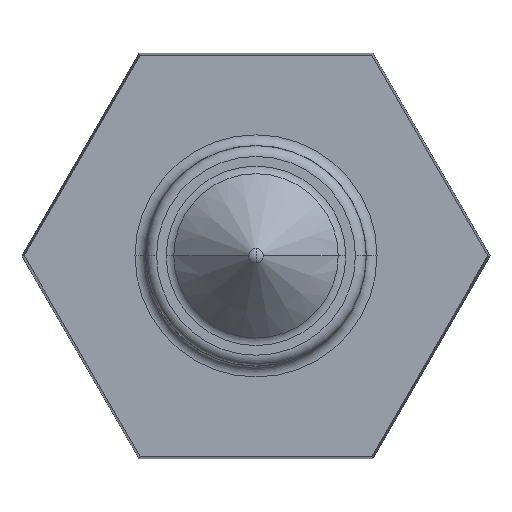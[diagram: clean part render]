
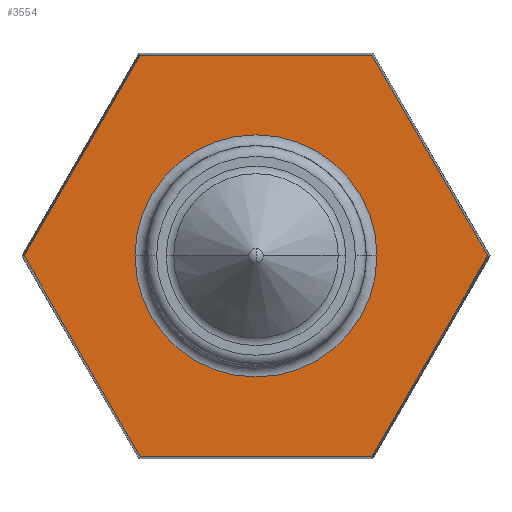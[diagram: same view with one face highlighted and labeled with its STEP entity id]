
A CAD part, top view. The second image highlights one B-rep face of the part: STEP entity #3554.
In plain terms, the highlighted planar face has unit normal (0, 0, 1).
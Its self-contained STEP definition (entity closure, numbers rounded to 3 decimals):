
#62 = EDGE_CURVE ( 'NONE', #3829, #738, #97, .T. ) ;
#97 = LINE ( 'NONE', #2516, #702 ) ;
#201 = LINE ( 'NONE', #3867, #2049 ) ;
#237 = VERTEX_POINT ( 'NONE', #322 ) ;
#245 = VECTOR ( 'NONE', #2675, 1000. ) ;
#279 = AXIS2_PLACEMENT_3D ( 'NONE', #2626, #1776, #2058 ) ;
#322 = CARTESIAN_POINT ( 'NONE',  ( 5.674, 0., 0. ) ) ;
#340 = FACE_BOUND ( 'NONE', #444, .T. ) ;
#411 = LINE ( 'NONE', #2022, #245 ) ;
#444 = EDGE_LOOP ( 'NONE', ( #2559, #673 ) ) ;
#479 = DIRECTION ( 'NONE',  ( -0.5, 0.866, 0. ) ) ;
#525 = VERTEX_POINT ( 'NONE', #1959 ) ;
#546 = CARTESIAN_POINT ( 'NONE',  ( 0., 0., 0. ) ) ;
#617 = EDGE_CURVE ( 'NONE', #4239, #525, #629, .T. ) ;
#629 = LINE ( 'NONE', #3363, #2767 ) ;
#673 = ORIENTED_EDGE ( 'NONE', *, *, #2753, .T. ) ;
#702 = VECTOR ( 'NONE', #883, 1000. ) ;
#738 = VERTEX_POINT ( 'NONE', #3511 ) ;
#883 = DIRECTION ( 'NONE',  ( 1., 0., 0. ) ) ;
#1009 = VERTEX_POINT ( 'NONE', #4012 ) ;
#1116 = DIRECTION ( 'NONE',  ( 0.5, 0.866, 0. ) ) ;
#1263 = LINE ( 'NONE', #4297, #2924 ) ;
#1286 = CIRCLE ( 'NONE', #4369, 5.674 ) ;
#1344 = EDGE_CURVE ( 'NONE', #1009, #3829, #1263, .T. ) ;
#1393 = VECTOR ( 'NONE', #1116, 1000. ) ;
#1427 = ORIENTED_EDGE ( 'NONE', *, *, #2421, .T. ) ;
#1497 = ORIENTED_EDGE ( 'NONE', *, *, #617, .T. ) ;
#1534 = PLANE ( 'NONE',  #2084 ) ;
#1776 = DIRECTION ( 'NONE',  ( 0., 0., -1. ) ) ;
#1959 = CARTESIAN_POINT ( 'NONE',  ( 5.43, 9.406, 0. ) ) ;
#2002 = VERTEX_POINT ( 'NONE', #2808 ) ;
#2022 = CARTESIAN_POINT ( 'NONE',  ( 5.485, 9.406, 0. ) ) ;
#2036 = DIRECTION ( 'NONE',  ( -1., 0., 0. ) ) ;
#2049 = VECTOR ( 'NONE', #2118, 1000. ) ;
#2058 = DIRECTION ( 'NONE',  ( -1., 0., 0. ) ) ;
#2084 = AXIS2_PLACEMENT_3D ( 'NONE', #3653, #4212, #2036 ) ;
#2118 = DIRECTION ( 'NONE',  ( -0.5, -0.866, 0. ) ) ;
#2141 = ORIENTED_EDGE ( 'NONE', *, *, #3868, .T. ) ;
#2257 = LINE ( 'NONE', #3114, #1393 ) ;
#2421 = EDGE_CURVE ( 'NONE', #525, #3335, #411, .T. ) ;
#2516 = CARTESIAN_POINT ( 'NONE',  ( -5.485, -9.406, 0. ) ) ;
#2559 = ORIENTED_EDGE ( 'NONE', *, *, #3123, .T. ) ;
#2626 = CARTESIAN_POINT ( 'NONE',  ( 0., 0., 0. ) ) ;
#2675 = DIRECTION ( 'NONE',  ( -1., 0., 0. ) ) ;
#2753 = EDGE_CURVE ( 'NONE', #237, #2002, #3730, .T. ) ;
#2767 = VECTOR ( 'NONE', #479, 1000. ) ;
#2808 = CARTESIAN_POINT ( 'NONE',  ( -5.674, 0., 0. ) ) ;
#2924 = VECTOR ( 'NONE', #3317, 1000. ) ;
#2992 = ORIENTED_EDGE ( 'NONE', *, *, #1344, .T. ) ;
#3025 = DIRECTION ( 'NONE',  ( -1., 0., 0. ) ) ;
#3114 = CARTESIAN_POINT ( 'NONE',  ( 5.403, -9.453, 0. ) ) ;
#3123 = EDGE_CURVE ( 'NONE', #2002, #237, #1286, .T. ) ;
#3317 = DIRECTION ( 'NONE',  ( 0.5, -0.866, 0. ) ) ;
#3322 = CARTESIAN_POINT ( 'NONE',  ( 10.861, 0., 0. ) ) ;
#3335 = VERTEX_POINT ( 'NONE', #3738 ) ;
#3347 = ORIENTED_EDGE ( 'NONE', *, *, #62, .T. ) ;
#3363 = CARTESIAN_POINT ( 'NONE',  ( 10.888, -0.047, 0. ) ) ;
#3511 = CARTESIAN_POINT ( 'NONE',  ( 5.43, -9.406, 0. ) ) ;
#3554 = ADVANCED_FACE ( 'NONE', ( #340, #4279 ), #1534, .F. ) ;
#3653 = CARTESIAN_POINT ( 'NONE',  ( 0., 0., 0. ) ) ;
#3687 = ORIENTED_EDGE ( 'NONE', *, *, #3755, .T. ) ;
#3730 = CIRCLE ( 'NONE', #279, 5.674 ) ;
#3738 = CARTESIAN_POINT ( 'NONE',  ( -5.43, 9.406, 0. ) ) ;
#3755 = EDGE_CURVE ( 'NONE', #3335, #1009, #201, .T. ) ;
#3829 = VERTEX_POINT ( 'NONE', #4079 ) ;
#3867 = CARTESIAN_POINT ( 'NONE',  ( -5.403, 9.453, 0. ) ) ;
#3868 = EDGE_CURVE ( 'NONE', #738, #4239, #2257, .T. ) ;
#4012 = CARTESIAN_POINT ( 'NONE',  ( -10.861, 0., 0. ) ) ;
#4043 = EDGE_LOOP ( 'NONE', ( #3687, #2992, #3347, #2141, #1497, #1427 ) ) ;
#4079 = CARTESIAN_POINT ( 'NONE',  ( -5.43, -9.406, 0. ) ) ;
#4200 = DIRECTION ( 'NONE',  ( 0., 0., -1. ) ) ;
#4212 = DIRECTION ( 'NONE',  ( 0., 0., -1. ) ) ;
#4239 = VERTEX_POINT ( 'NONE', #3322 ) ;
#4279 = FACE_OUTER_BOUND ( 'NONE', #4043, .T. ) ;
#4297 = CARTESIAN_POINT ( 'NONE',  ( -10.888, 0.047, 0. ) ) ;
#4369 = AXIS2_PLACEMENT_3D ( 'NONE', #546, #4200, #3025 ) ;
